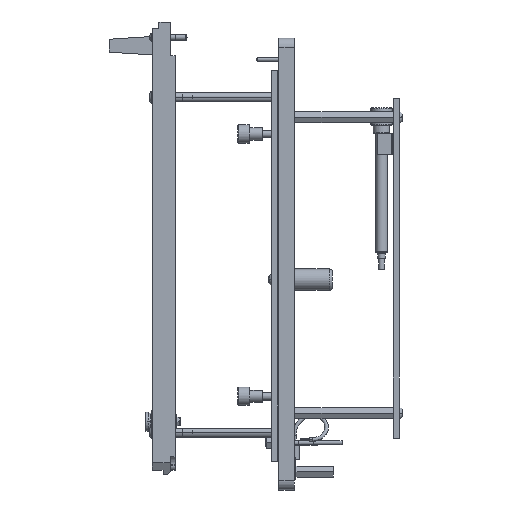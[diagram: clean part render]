
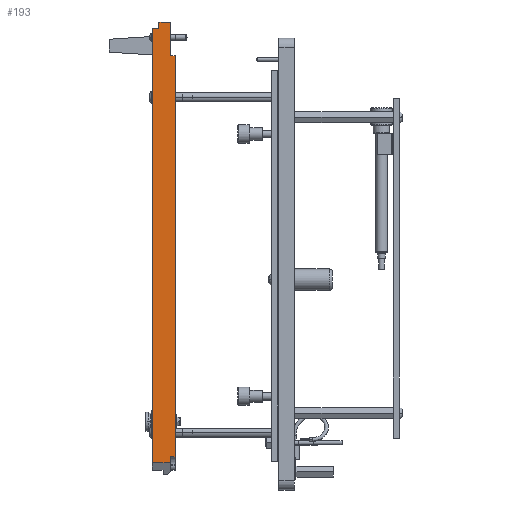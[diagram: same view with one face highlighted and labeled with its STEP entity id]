
A CAD part, left-side view. The second image highlights one B-rep face of the part: STEP entity #193.
In plain terms, the highlighted face is planar.
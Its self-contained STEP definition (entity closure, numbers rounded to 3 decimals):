
#193 = ADVANCED_FACE ( 'NONE', ( #3202 ), #10279, .F. ) ;
#250 = CARTESIAN_POINT ( 'NONE',  ( 175., 7.5, 148.55 ) ) ;
#355 = ORIENTED_EDGE ( 'NONE', *, *, #27529, .T. ) ;
#426 = CARTESIAN_POINT ( 'NONE',  ( 175., -7.4, 66.55 ) ) ;
#958 = LINE ( 'NONE', #14068, #9061 ) ;
#1514 = VECTOR ( 'NONE', #8624, 1000. ) ;
#1768 = VERTEX_POINT ( 'NONE', #11383 ) ;
#2633 = VERTEX_POINT ( 'NONE', #18132 ) ;
#3202 = FACE_OUTER_BOUND ( 'NONE', #40104, .T. ) ;
#4628 = EDGE_CURVE ( 'NONE', #19620, #31447, #39119, .T. ) ;
#5351 = CARTESIAN_POINT ( 'NONE',  ( 175., -7.5, -148.55 ) ) ;
#5839 = CARTESIAN_POINT ( 'NONE',  ( 175., -7.4, 66.55 ) ) ;
#6078 = ORIENTED_EDGE ( 'NONE', *, *, #21755, .F. ) ;
#6248 = VECTOR ( 'NONE', #29248, 1000. ) ;
#6721 = DIRECTION ( 'NONE',  ( 0., -1., 0. ) ) ;
#7033 = ORIENTED_EDGE ( 'NONE', *, *, #22896, .T. ) ;
#7680 = CARTESIAN_POINT ( 'NONE',  ( 175., -7.5, -126.55 ) ) ;
#7855 = DIRECTION ( 'NONE',  ( 0., 0., 1. ) ) ;
#8216 = CARTESIAN_POINT ( 'NONE',  ( 175., -7.4, 66.55 ) ) ;
#8624 = DIRECTION ( 'NONE',  ( 0., -1., 0. ) ) ;
#9061 = VECTOR ( 'NONE', #33797, 1000. ) ;
#9614 = DIRECTION ( 'NONE',  ( 0., 0., 1. ) ) ;
#9690 = CARTESIAN_POINT ( 'NONE',  ( 175., 7.5, -144.55 ) ) ;
#9713 = LINE ( 'NONE', #250, #30208 ) ;
#9896 = ORIENTED_EDGE ( 'NONE', *, *, #4628, .F. ) ;
#10064 = CARTESIAN_POINT ( 'NONE',  ( 175., 7.5, 148.55 ) ) ;
#10279 = PLANE ( 'NONE',  #23116 ) ;
#10732 = LINE ( 'NONE', #426, #13563 ) ;
#11383 = CARTESIAN_POINT ( 'NONE',  ( 175., -4.3, -126.55 ) ) ;
#11678 = EDGE_CURVE ( 'NONE', #33881, #20631, #32814, .T. ) ;
#11742 = VERTEX_POINT ( 'NONE', #19769 ) ;
#12753 = ORIENTED_EDGE ( 'NONE', *, *, #37605, .T. ) ;
#12841 = VECTOR ( 'NONE', #7855, 1000. ) ;
#13563 = VECTOR ( 'NONE', #23873, 1000. ) ;
#14068 = CARTESIAN_POINT ( 'NONE',  ( 175., 7.5, 140.55 ) ) ;
#14547 = VECTOR ( 'NONE', #20909, 1000. ) ;
#15063 = ORIENTED_EDGE ( 'NONE', *, *, #27217, .F. ) ;
#15473 = CARTESIAN_POINT ( 'NONE',  ( 175., 7.5, -144.55 ) ) ;
#17168 = VECTOR ( 'NONE', #20806, 1000. ) ;
#18132 = CARTESIAN_POINT ( 'NONE',  ( 175., -7.4, 136.55 ) ) ;
#19620 = VERTEX_POINT ( 'NONE', #15473 ) ;
#19769 = CARTESIAN_POINT ( 'NONE',  ( 175., 7.5, 140.55 ) ) ;
#20301 = VERTEX_POINT ( 'NONE', #23925 ) ;
#20620 = VERTEX_POINT ( 'NONE', #28991 ) ;
#20627 = VECTOR ( 'NONE', #9614, 1000. ) ;
#20631 = VERTEX_POINT ( 'NONE', #26431 ) ;
#20806 = DIRECTION ( 'NONE',  ( 0., -1., 0. ) ) ;
#20909 = DIRECTION ( 'NONE',  ( 0., -1., 0. ) ) ;
#20970 = CARTESIAN_POINT ( 'NONE',  ( 175., 3.2, -144.55 ) ) ;
#21001 = ORIENTED_EDGE ( 'NONE', *, *, #33580, .F. ) ;
#21755 = EDGE_CURVE ( 'NONE', #1768, #20301, #24647, .T. ) ;
#22736 = ORIENTED_EDGE ( 'NONE', *, *, #11678, .F. ) ;
#22896 = EDGE_CURVE ( 'NONE', #23800, #20301, #23344, .T. ) ;
#23116 = AXIS2_PLACEMENT_3D ( 'NONE', #10064, #29173, #38854 ) ;
#23255 = VERTEX_POINT ( 'NONE', #28192 ) ;
#23344 = LINE ( 'NONE', #36405, #36810 ) ;
#23800 = VERTEX_POINT ( 'NONE', #34588 ) ;
#23873 = DIRECTION ( 'NONE',  ( 0., 0., 1. ) ) ;
#23890 = ORIENTED_EDGE ( 'NONE', *, *, #33371, .T. ) ;
#23925 = CARTESIAN_POINT ( 'NONE',  ( 175., -7.5, -126.55 ) ) ;
#24125 = LINE ( 'NONE', #37197, #14547 ) ;
#24201 = EDGE_CURVE ( 'NONE', #32824, #2633, #10732, .T. ) ;
#24541 = CARTESIAN_POINT ( 'NONE',  ( 175., -4.3, 136.55 ) ) ;
#24647 = LINE ( 'NONE', #7680, #17168 ) ;
#24763 = VECTOR ( 'NONE', #6721, 1000. ) ;
#25145 = VECTOR ( 'NONE', #31526, 1000. ) ;
#25638 = LINE ( 'NONE', #39144, #6248 ) ;
#26101 = DIRECTION ( 'NONE',  ( 0., 0., -1. ) ) ;
#26431 = CARTESIAN_POINT ( 'NONE',  ( 175., -4.3, 140.55 ) ) ;
#27217 = EDGE_CURVE ( 'NONE', #31447, #20620, #25638, .T. ) ;
#27529 = EDGE_CURVE ( 'NONE', #33881, #2633, #24125, .T. ) ;
#27791 = LINE ( 'NONE', #40690, #12841 ) ;
#28064 = EDGE_CURVE ( 'NONE', #32824, #23800, #36584, .T. ) ;
#28192 = CARTESIAN_POINT ( 'NONE',  ( 175., -4.3, -148.55 ) ) ;
#28991 = CARTESIAN_POINT ( 'NONE',  ( 175., 3.2, -148.55 ) ) ;
#29173 = DIRECTION ( 'NONE',  ( -1., 0., 0. ) ) ;
#29248 = DIRECTION ( 'NONE',  ( 0., 0., -1. ) ) ;
#29793 = CARTESIAN_POINT ( 'NONE',  ( 175., -4.3, 136.55 ) ) ;
#30208 = VECTOR ( 'NONE', #33339, 1000. ) ;
#30932 = ORIENTED_EDGE ( 'NONE', *, *, #42349, .T. ) ;
#31447 = VERTEX_POINT ( 'NONE', #20970 ) ;
#31526 = DIRECTION ( 'NONE',  ( 0., 1., 0. ) ) ;
#32814 = LINE ( 'NONE', #29793, #20627 ) ;
#32824 = VERTEX_POINT ( 'NONE', #5839 ) ;
#33339 = DIRECTION ( 'NONE',  ( 0., 0., 1. ) ) ;
#33371 = EDGE_CURVE ( 'NONE', #23255, #20620, #37586, .T. ) ;
#33580 = EDGE_CURVE ( 'NONE', #23255, #1768, #27791, .T. ) ;
#33797 = DIRECTION ( 'NONE',  ( 0., -1., 0. ) ) ;
#33881 = VERTEX_POINT ( 'NONE', #24541 ) ;
#34588 = CARTESIAN_POINT ( 'NONE',  ( 175., -7.5, 66.55 ) ) ;
#35197 = ORIENTED_EDGE ( 'NONE', *, *, #28064, .T. ) ;
#36405 = CARTESIAN_POINT ( 'NONE',  ( 175., -7.5, 148.55 ) ) ;
#36584 = LINE ( 'NONE', #8216, #1514 ) ;
#36810 = VECTOR ( 'NONE', #26101, 1000. ) ;
#37197 = CARTESIAN_POINT ( 'NONE',  ( 175., 14.909, 136.55 ) ) ;
#37530 = ORIENTED_EDGE ( 'NONE', *, *, #24201, .F. ) ;
#37586 = LINE ( 'NONE', #5351, #25145 ) ;
#37605 = EDGE_CURVE ( 'NONE', #19620, #11742, #9713, .T. ) ;
#38854 = DIRECTION ( 'NONE',  ( 0., 0., 1. ) ) ;
#39119 = LINE ( 'NONE', #9690, #24763 ) ;
#39144 = CARTESIAN_POINT ( 'NONE',  ( 175., 3.2, -148.55 ) ) ;
#40104 = EDGE_LOOP ( 'NONE', ( #37530, #35197, #7033, #6078, #21001, #23890, #15063, #9896, #12753, #30932, #22736, #355 ) ) ;
#40690 = CARTESIAN_POINT ( 'NONE',  ( 175., -4.3, -148.55 ) ) ;
#42349 = EDGE_CURVE ( 'NONE', #11742, #20631, #958, .T. ) ;
